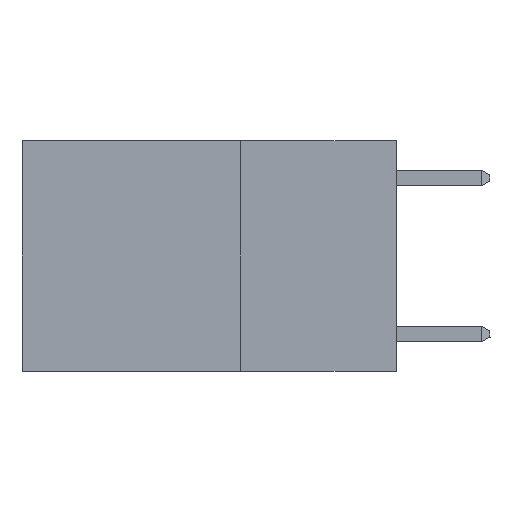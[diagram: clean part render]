
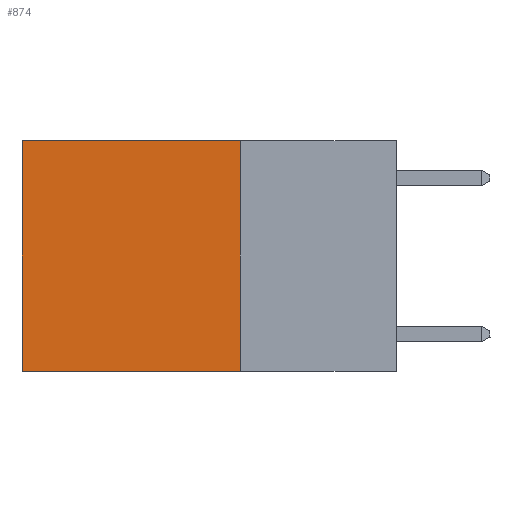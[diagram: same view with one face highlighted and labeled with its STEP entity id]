
A CAD part, left-side view. The second image highlights one B-rep face of the part: STEP entity #874.
In plain terms, the highlighted planar face has unit normal (-1, 0, 0).
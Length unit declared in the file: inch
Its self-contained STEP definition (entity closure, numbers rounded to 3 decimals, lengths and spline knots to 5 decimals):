
#788 = EDGE_CURVE ( 'NONE', #1692, #17735, #11670, .T. ) ;
#816 = ORIENTED_EDGE ( 'NONE', *, *, #4785, .F. ) ;
#874 = ADVANCED_FACE ( 'NONE', ( #3285 ), #10542, .F. ) ;
#978 = DIRECTION ( 'NONE',  ( 0., 0., -1. ) ) ;
#1298 = CARTESIAN_POINT ( 'NONE',  ( 0.2625, 0.6, 0. ) ) ;
#1481 = EDGE_CURVE ( 'NONE', #15969, #16424, #16473, .T. ) ;
#1692 = VERTEX_POINT ( 'NONE', #9409 ) ;
#2152 = CARTESIAN_POINT ( 'NONE',  ( 0.2625, 0.25, 0. ) ) ;
#2444 = CARTESIAN_POINT ( 'NONE',  ( 0.2625, 0.25, 0. ) ) ;
#2753 = CARTESIAN_POINT ( 'NONE',  ( 0.2625, 0.25, -0.37 ) ) ;
#3285 = FACE_OUTER_BOUND ( 'NONE', #13220, .T. ) ;
#3350 = CARTESIAN_POINT ( 'NONE',  ( 0.2625, 0.25, 0. ) ) ;
#3540 = DIRECTION ( 'NONE',  ( 0., 0., -1. ) ) ;
#3830 = CARTESIAN_POINT ( 'NONE',  ( 0.2625, 0.6, 0. ) ) ;
#4461 = ORIENTED_EDGE ( 'NONE', *, *, #9658, .T. ) ;
#4785 = EDGE_CURVE ( 'NONE', #1692, #15969, #13927, .T. ) ;
#5027 = VECTOR ( 'NONE', #14596, 39.37008 ) ;
#8230 = AXIS2_PLACEMENT_3D ( 'NONE', #2152, #11967, #3540 ) ;
#8845 = DIRECTION ( 'NONE',  ( 0., 1., 0. ) ) ;
#9409 = CARTESIAN_POINT ( 'NONE',  ( 0.2625, 0.25, 0. ) ) ;
#9658 = EDGE_CURVE ( 'NONE', #17735, #16424, #16223, .T. ) ;
#10542 = PLANE ( 'NONE',  #8230 ) ;
#11134 = DIRECTION ( 'NONE',  ( 0., 0., -1. ) ) ;
#11670 = LINE ( 'NONE', #3350, #5027 ) ;
#11967 = DIRECTION ( 'NONE',  ( 1., 0., 0. ) ) ;
#12014 = CARTESIAN_POINT ( 'NONE',  ( 0.2625, 0.6, -0.37 ) ) ;
#12717 = VECTOR ( 'NONE', #8845, 39.37008 ) ;
#12900 = VECTOR ( 'NONE', #11134, 39.37008 ) ;
#13220 = EDGE_LOOP ( 'NONE', ( #4461, #13612, #816, #14081 ) ) ;
#13483 = VECTOR ( 'NONE', #978, 39.37008 ) ;
#13612 = ORIENTED_EDGE ( 'NONE', *, *, #1481, .F. ) ;
#13927 = LINE ( 'NONE', #2444, #13483 ) ;
#14081 = ORIENTED_EDGE ( 'NONE', *, *, #788, .T. ) ;
#14512 = CARTESIAN_POINT ( 'NONE',  ( 0.2625, 0.25, -0.37 ) ) ;
#14596 = DIRECTION ( 'NONE',  ( 0., 1., 0. ) ) ;
#15969 = VERTEX_POINT ( 'NONE', #2753 ) ;
#16223 = LINE ( 'NONE', #1298, #12900 ) ;
#16424 = VERTEX_POINT ( 'NONE', #12014 ) ;
#16473 = LINE ( 'NONE', #14512, #12717 ) ;
#17735 = VERTEX_POINT ( 'NONE', #3830 ) ;
